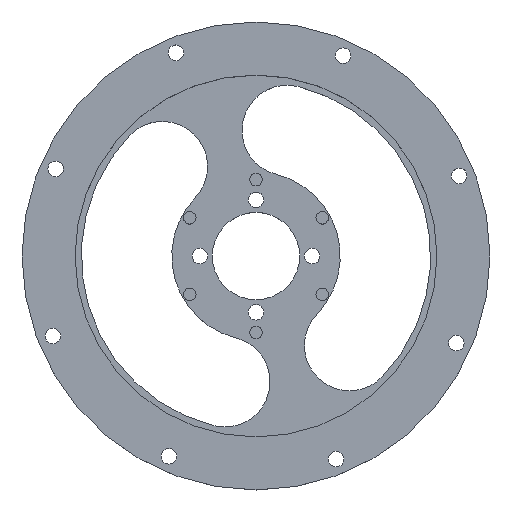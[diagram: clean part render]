
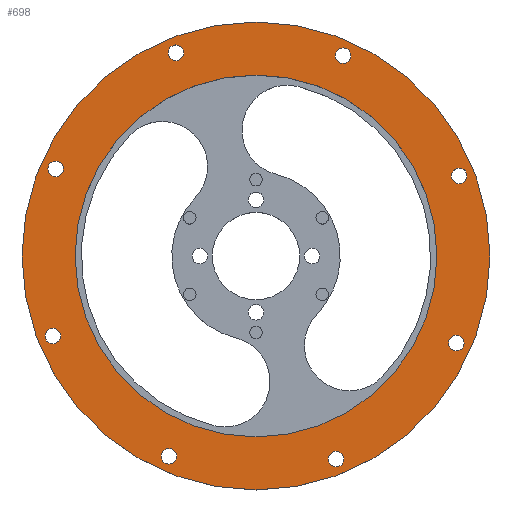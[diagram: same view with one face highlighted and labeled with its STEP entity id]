
A CAD part, top view. The second image highlights one B-rep face of the part: STEP entity #698.
In plain terms, the highlighted planar face has unit normal (0, 0, 1).
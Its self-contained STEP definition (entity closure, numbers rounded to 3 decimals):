
#35=FACE_BOUND('',#161,.T.);
#36=FACE_BOUND('',#162,.T.);
#37=FACE_BOUND('',#163,.T.);
#38=FACE_BOUND('',#164,.T.);
#39=FACE_BOUND('',#165,.T.);
#40=FACE_BOUND('',#166,.T.);
#41=FACE_BOUND('',#167,.T.);
#42=FACE_BOUND('',#168,.T.);
#43=FACE_BOUND('',#169,.T.);
#61=PLANE('',#816);
#100=FACE_OUTER_BOUND('',#160,.T.);
#160=EDGE_LOOP('',(#607));
#161=EDGE_LOOP('',(#608));
#162=EDGE_LOOP('',(#609));
#163=EDGE_LOOP('',(#610));
#164=EDGE_LOOP('',(#611));
#165=EDGE_LOOP('',(#612));
#166=EDGE_LOOP('',(#613));
#167=EDGE_LOOP('',(#614));
#168=EDGE_LOOP('',(#615));
#169=EDGE_LOOP('',(#616));
#262=CIRCLE('',#759,2.5);
#264=CIRCLE('',#762,2.5);
#266=CIRCLE('',#765,2.5);
#268=CIRCLE('',#768,2.5);
#270=CIRCLE('',#771,2.5);
#272=CIRCLE('',#774,2.5);
#274=CIRCLE('',#777,2.5);
#276=CIRCLE('',#780,2.5);
#298=CIRCLE('',#815,58.);
#299=CIRCLE('',#817,75.);
#322=VERTEX_POINT('',#1123);
#324=VERTEX_POINT('',#1129);
#326=VERTEX_POINT('',#1135);
#328=VERTEX_POINT('',#1141);
#330=VERTEX_POINT('',#1147);
#332=VERTEX_POINT('',#1153);
#334=VERTEX_POINT('',#1159);
#336=VERTEX_POINT('',#1165);
#358=VERTEX_POINT('',#1233);
#359=VERTEX_POINT('',#1237);
#393=EDGE_CURVE('',#322,#322,#262,.T.);
#396=EDGE_CURVE('',#324,#324,#264,.T.);
#399=EDGE_CURVE('',#326,#326,#266,.T.);
#402=EDGE_CURVE('',#328,#328,#268,.T.);
#405=EDGE_CURVE('',#330,#330,#270,.T.);
#408=EDGE_CURVE('',#332,#332,#272,.T.);
#411=EDGE_CURVE('',#334,#334,#274,.T.);
#414=EDGE_CURVE('',#336,#336,#276,.T.);
#447=EDGE_CURVE('',#358,#358,#298,.T.);
#448=EDGE_CURVE('',#359,#359,#299,.T.);
#607=ORIENTED_EDGE('',*,*,#448,.F.);
#608=ORIENTED_EDGE('',*,*,#393,.T.);
#609=ORIENTED_EDGE('',*,*,#396,.T.);
#610=ORIENTED_EDGE('',*,*,#399,.T.);
#611=ORIENTED_EDGE('',*,*,#402,.T.);
#612=ORIENTED_EDGE('',*,*,#405,.T.);
#613=ORIENTED_EDGE('',*,*,#408,.T.);
#614=ORIENTED_EDGE('',*,*,#411,.T.);
#615=ORIENTED_EDGE('',*,*,#414,.T.);
#616=ORIENTED_EDGE('',*,*,#447,.T.);
#698=ADVANCED_FACE('',(#100,#35,#36,#37,#38,#39,#40,#41,#42,#43),#61,.T.);
#759=AXIS2_PLACEMENT_3D('',#1125,#910,#911);
#762=AXIS2_PLACEMENT_3D('',#1131,#917,#918);
#765=AXIS2_PLACEMENT_3D('',#1137,#924,#925);
#768=AXIS2_PLACEMENT_3D('',#1143,#931,#932);
#771=AXIS2_PLACEMENT_3D('',#1149,#938,#939);
#774=AXIS2_PLACEMENT_3D('',#1155,#945,#946);
#777=AXIS2_PLACEMENT_3D('',#1161,#952,#953);
#780=AXIS2_PLACEMENT_3D('',#1167,#959,#960);
#815=AXIS2_PLACEMENT_3D('',#1235,#1040,#1041);
#816=AXIS2_PLACEMENT_3D('',#1236,#1042,#1043);
#817=AXIS2_PLACEMENT_3D('',#1238,#1044,#1045);
#910=DIRECTION('center_axis',(0.,0.,-1.));
#911=DIRECTION('ref_axis',(-1.,0.,0.));
#917=DIRECTION('center_axis',(0.,0.,-1.));
#918=DIRECTION('ref_axis',(-1.,0.,0.));
#924=DIRECTION('center_axis',(0.,0.,-1.));
#925=DIRECTION('ref_axis',(-1.,0.,0.));
#931=DIRECTION('center_axis',(0.,0.,-1.));
#932=DIRECTION('ref_axis',(-1.,0.,0.));
#938=DIRECTION('center_axis',(0.,0.,-1.));
#939=DIRECTION('ref_axis',(-1.,0.,0.));
#945=DIRECTION('center_axis',(0.,0.,-1.));
#946=DIRECTION('ref_axis',(-1.,0.,0.));
#952=DIRECTION('center_axis',(0.,0.,-1.));
#953=DIRECTION('ref_axis',(-1.,0.,0.));
#959=DIRECTION('center_axis',(0.,0.,-1.));
#960=DIRECTION('ref_axis',(-1.,0.,0.));
#1040=DIRECTION('center_axis',(0.,0.,-1.));
#1041=DIRECTION('ref_axis',(1.,0.,0.));
#1042=DIRECTION('center_axis',(0.,0.,1.));
#1043=DIRECTION('ref_axis',(1.,0.,0.));
#1044=DIRECTION('center_axis',(0.,0.,-1.));
#1045=DIRECTION('ref_axis',(1.,0.,0.));
#1123=CARTESIAN_POINT('',(66.693,-27.916,0.));
#1125=CARTESIAN_POINT('Origin',(64.193,-27.916,0.));
#1129=CARTESIAN_POINT('',(-61.693,27.916,0.));
#1131=CARTESIAN_POINT('Origin',(-64.193,27.916,0.));
#1135=CARTESIAN_POINT('',(-62.63,-25.652,0.));
#1137=CARTESIAN_POINT('Origin',(-65.13,-25.652,0.));
#1141=CARTESIAN_POINT('',(67.63,25.652,0.));
#1143=CARTESIAN_POINT('Origin',(65.13,25.652,0.));
#1147=CARTESIAN_POINT('',(28.152,-65.13,0.));
#1149=CARTESIAN_POINT('Origin',(25.652,-65.13,0.));
#1153=CARTESIAN_POINT('',(-23.152,65.13,0.));
#1155=CARTESIAN_POINT('Origin',(-25.652,65.13,0.));
#1159=CARTESIAN_POINT('',(-25.416,-64.193,0.));
#1161=CARTESIAN_POINT('Origin',(-27.916,-64.193,0.));
#1165=CARTESIAN_POINT('',(30.416,64.193,0.));
#1167=CARTESIAN_POINT('Origin',(27.916,64.193,0.));
#1233=CARTESIAN_POINT('',(58.,0.,0.));
#1235=CARTESIAN_POINT('Origin',(0.,0.,0.));
#1236=CARTESIAN_POINT('Origin',(-75.,0.,0.));
#1237=CARTESIAN_POINT('',(75.,0.,0.));
#1238=CARTESIAN_POINT('Origin',(0.,0.,0.));
